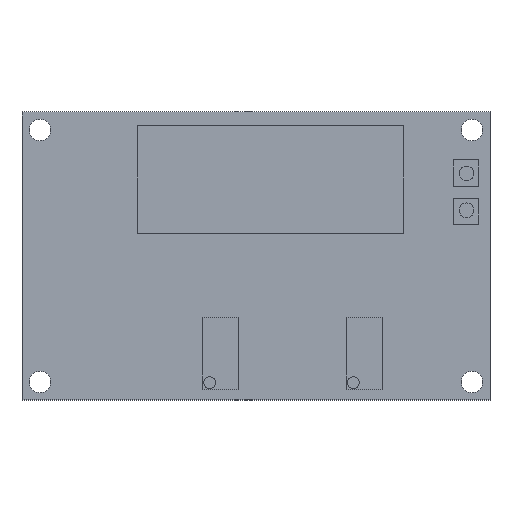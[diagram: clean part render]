
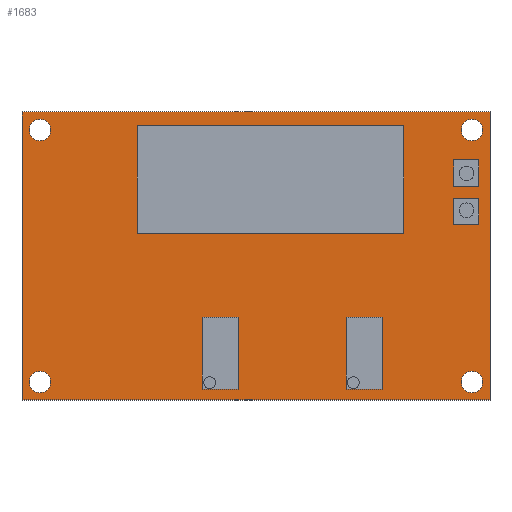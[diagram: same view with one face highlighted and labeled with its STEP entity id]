
A CAD part, top view. The second image highlights one B-rep face of the part: STEP entity #1683.
In plain terms, the highlighted planar face has unit normal (0, 0, 1).
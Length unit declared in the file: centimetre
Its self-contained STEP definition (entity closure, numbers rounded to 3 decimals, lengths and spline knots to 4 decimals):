
#30=FACE_BOUND('',#195,.T.);
#31=FACE_BOUND('',#196,.T.);
#32=FACE_BOUND('',#197,.T.);
#33=FACE_BOUND('',#198,.T.);
#34=FACE_BOUND('',#199,.T.);
#35=FACE_BOUND('',#200,.T.);
#36=FACE_BOUND('',#201,.T.);
#37=FACE_BOUND('',#202,.T.);
#38=FACE_BOUND('',#203,.T.);
#61=CIRCLE('',#1799,0.15);
#62=CIRCLE('',#1800,0.15);
#63=CIRCLE('',#1801,0.15);
#64=CIRCLE('',#1802,0.15);
#93=FACE_OUTER_BOUND('',#194,.T.);
#194=EDGE_LOOP('',(#1098,#1099,#1100,#1101));
#195=EDGE_LOOP('',(#1102));
#196=EDGE_LOOP('',(#1103));
#197=EDGE_LOOP('',(#1104));
#198=EDGE_LOOP('',(#1105));
#199=EDGE_LOOP('',(#1106,#1107,#1108,#1109));
#200=EDGE_LOOP('',(#1110,#1111,#1112,#1113));
#201=EDGE_LOOP('',(#1114,#1115,#1116,#1117));
#202=EDGE_LOOP('',(#1118,#1119,#1120,#1121));
#203=EDGE_LOOP('',(#1122,#1123,#1124,#1125));
#326=LINE('',#2399,#522);
#327=LINE('',#2401,#523);
#328=LINE('',#2403,#524);
#329=LINE('',#2404,#525);
#330=LINE('',#2415,#526);
#331=LINE('',#2417,#527);
#332=LINE('',#2419,#528);
#333=LINE('',#2420,#529);
#334=LINE('',#2423,#530);
#335=LINE('',#2425,#531);
#336=LINE('',#2427,#532);
#337=LINE('',#2428,#533);
#338=LINE('',#2431,#534);
#339=LINE('',#2433,#535);
#340=LINE('',#2435,#536);
#341=LINE('',#2436,#537);
#342=LINE('',#2439,#538);
#343=LINE('',#2441,#539);
#344=LINE('',#2443,#540);
#345=LINE('',#2444,#541);
#346=LINE('',#2447,#542);
#347=LINE('',#2449,#543);
#348=LINE('',#2451,#544);
#349=LINE('',#2452,#545);
#522=VECTOR('',#1935,4.);
#523=VECTOR('',#1936,6.5);
#524=VECTOR('',#1937,4.);
#525=VECTOR('',#1938,6.5);
#526=VECTOR('',#1947,1.5);
#527=VECTOR('',#1948,3.7);
#528=VECTOR('',#1949,1.5);
#529=VECTOR('',#1950,3.7);
#530=VECTOR('',#1951,1.);
#531=VECTOR('',#1952,0.5);
#532=VECTOR('',#1953,1.);
#533=VECTOR('',#1954,0.5);
#534=VECTOR('',#1955,0.3567);
#535=VECTOR('',#1956,0.3491);
#536=VECTOR('',#1957,0.3567);
#537=VECTOR('',#1958,0.3491);
#538=VECTOR('',#1959,0.3719);
#539=VECTOR('',#1960,0.3491);
#540=VECTOR('',#1961,0.3719);
#541=VECTOR('',#1962,0.3491);
#542=VECTOR('',#1963,1.);
#543=VECTOR('',#1964,0.5);
#544=VECTOR('',#1965,1.);
#545=VECTOR('',#1966,0.5);
#718=VERTEX_POINT('',#2397);
#719=VERTEX_POINT('',#2398);
#720=VERTEX_POINT('',#2400);
#721=VERTEX_POINT('',#2402);
#722=VERTEX_POINT('',#2405);
#723=VERTEX_POINT('',#2407);
#724=VERTEX_POINT('',#2409);
#725=VERTEX_POINT('',#2411);
#726=VERTEX_POINT('',#2413);
#727=VERTEX_POINT('',#2414);
#728=VERTEX_POINT('',#2416);
#729=VERTEX_POINT('',#2418);
#730=VERTEX_POINT('',#2421);
#731=VERTEX_POINT('',#2422);
#732=VERTEX_POINT('',#2424);
#733=VERTEX_POINT('',#2426);
#734=VERTEX_POINT('',#2429);
#735=VERTEX_POINT('',#2430);
#736=VERTEX_POINT('',#2432);
#737=VERTEX_POINT('',#2434);
#738=VERTEX_POINT('',#2437);
#739=VERTEX_POINT('',#2438);
#740=VERTEX_POINT('',#2440);
#741=VERTEX_POINT('',#2442);
#742=VERTEX_POINT('',#2445);
#743=VERTEX_POINT('',#2446);
#744=VERTEX_POINT('',#2448);
#745=VERTEX_POINT('',#2450);
#870=EDGE_CURVE('',#718,#719,#326,.T.);
#871=EDGE_CURVE('',#720,#718,#327,.T.);
#872=EDGE_CURVE('',#721,#720,#328,.T.);
#873=EDGE_CURVE('',#719,#721,#329,.T.);
#874=EDGE_CURVE('',#722,#722,#61,.T.);
#875=EDGE_CURVE('',#723,#723,#62,.T.);
#876=EDGE_CURVE('',#724,#724,#63,.T.);
#877=EDGE_CURVE('',#725,#725,#64,.T.);
#878=EDGE_CURVE('',#726,#727,#330,.T.);
#879=EDGE_CURVE('',#728,#726,#331,.T.);
#880=EDGE_CURVE('',#729,#728,#332,.T.);
#881=EDGE_CURVE('',#727,#729,#333,.T.);
#882=EDGE_CURVE('',#730,#731,#334,.T.);
#883=EDGE_CURVE('',#732,#730,#335,.T.);
#884=EDGE_CURVE('',#733,#732,#336,.T.);
#885=EDGE_CURVE('',#731,#733,#337,.T.);
#886=EDGE_CURVE('',#734,#735,#338,.T.);
#887=EDGE_CURVE('',#736,#734,#339,.T.);
#888=EDGE_CURVE('',#737,#736,#340,.T.);
#889=EDGE_CURVE('',#735,#737,#341,.T.);
#890=EDGE_CURVE('',#738,#739,#342,.T.);
#891=EDGE_CURVE('',#740,#738,#343,.T.);
#892=EDGE_CURVE('',#741,#740,#344,.T.);
#893=EDGE_CURVE('',#739,#741,#345,.T.);
#894=EDGE_CURVE('',#742,#743,#346,.T.);
#895=EDGE_CURVE('',#744,#742,#347,.T.);
#896=EDGE_CURVE('',#745,#744,#348,.T.);
#897=EDGE_CURVE('',#743,#745,#349,.T.);
#1098=ORIENTED_EDGE('',*,*,#870,.F.);
#1099=ORIENTED_EDGE('',*,*,#871,.F.);
#1100=ORIENTED_EDGE('',*,*,#872,.F.);
#1101=ORIENTED_EDGE('',*,*,#873,.F.);
#1102=ORIENTED_EDGE('',*,*,#874,.T.);
#1103=ORIENTED_EDGE('',*,*,#875,.T.);
#1104=ORIENTED_EDGE('',*,*,#876,.T.);
#1105=ORIENTED_EDGE('',*,*,#877,.T.);
#1106=ORIENTED_EDGE('',*,*,#878,.F.);
#1107=ORIENTED_EDGE('',*,*,#879,.F.);
#1108=ORIENTED_EDGE('',*,*,#880,.F.);
#1109=ORIENTED_EDGE('',*,*,#881,.F.);
#1110=ORIENTED_EDGE('',*,*,#882,.F.);
#1111=ORIENTED_EDGE('',*,*,#883,.F.);
#1112=ORIENTED_EDGE('',*,*,#884,.F.);
#1113=ORIENTED_EDGE('',*,*,#885,.F.);
#1114=ORIENTED_EDGE('',*,*,#886,.F.);
#1115=ORIENTED_EDGE('',*,*,#887,.F.);
#1116=ORIENTED_EDGE('',*,*,#888,.F.);
#1117=ORIENTED_EDGE('',*,*,#889,.F.);
#1118=ORIENTED_EDGE('',*,*,#890,.F.);
#1119=ORIENTED_EDGE('',*,*,#891,.F.);
#1120=ORIENTED_EDGE('',*,*,#892,.F.);
#1121=ORIENTED_EDGE('',*,*,#893,.F.);
#1122=ORIENTED_EDGE('',*,*,#894,.F.);
#1123=ORIENTED_EDGE('',*,*,#895,.F.);
#1124=ORIENTED_EDGE('',*,*,#896,.F.);
#1125=ORIENTED_EDGE('',*,*,#897,.F.);
#1554=PLANE('',#1798);
#1683=ADVANCED_FACE('',(#93,#30,#31,#32,#33,#34,#35,#36,#37,#38),#1554,
 .F.);
#1798=AXIS2_PLACEMENT_3D('',#2396,#1933,#1934);
#1799=AXIS2_PLACEMENT_3D('',#2406,#1939,#1940);
#1800=AXIS2_PLACEMENT_3D('',#2408,#1941,#1942);
#1801=AXIS2_PLACEMENT_3D('',#2410,#1943,#1944);
#1802=AXIS2_PLACEMENT_3D('',#2412,#1945,#1946);
#1933=DIRECTION('center_axis',(0.,0.,-1.));
#1934=DIRECTION('ref_axis',(-1.,0.,0.));
#1935=DIRECTION('',(0.,-1.,0.));
#1936=DIRECTION('',(1.,0.,0.));
#1937=DIRECTION('',(0.,1.,0.));
#1938=DIRECTION('',(-1.,0.,0.));
#1939=DIRECTION('center_axis',(0.,0.,-1.));
#1940=DIRECTION('ref_axis',(-1.,0.,0.));
#1941=DIRECTION('center_axis',(0.,0.,-1.));
#1942=DIRECTION('ref_axis',(-1.,0.,0.));
#1943=DIRECTION('center_axis',(0.,0.,-1.));
#1944=DIRECTION('ref_axis',(-1.,0.,0.));
#1945=DIRECTION('center_axis',(0.,0.,-1.));
#1946=DIRECTION('ref_axis',(-1.,0.,0.));
#1947=DIRECTION('',(0.,-1.,0.));
#1948=DIRECTION('',(-1.,0.,0.));
#1949=DIRECTION('',(0.,1.,0.));
#1950=DIRECTION('',(1.,0.,0.));
#1951=DIRECTION('',(0.,-1.,0.));
#1952=DIRECTION('',(-1.,0.,0.));
#1953=DIRECTION('',(0.,1.,0.));
#1954=DIRECTION('',(1.,0.,0.));
#1955=DIRECTION('',(0.,-1.,0.));
#1956=DIRECTION('',(-1.,0.,0.));
#1957=DIRECTION('',(0.,1.,0.));
#1958=DIRECTION('',(1.,0.,0.));
#1959=DIRECTION('',(0.,-1.,0.));
#1960=DIRECTION('',(-1.,0.,0.));
#1961=DIRECTION('',(0.,1.,0.));
#1962=DIRECTION('',(1.,0.,0.));
#1963=DIRECTION('',(0.,-1.,0.));
#1964=DIRECTION('',(-1.,0.,0.));
#1965=DIRECTION('',(0.,1.,0.));
#1966=DIRECTION('',(1.,0.,0.));
#2396=CARTESIAN_POINT('Origin',(-1.5295,-0.1713,0.));
#2397=CARTESIAN_POINT('',(3.25,2.,0.));
#2398=CARTESIAN_POINT('',(3.25,-2.,0.));
#2399=CARTESIAN_POINT('',(3.25,2.,0.));
#2400=CARTESIAN_POINT('',(-3.25,2.,0.));
#2401=CARTESIAN_POINT('',(-3.25,2.,0.));
#2402=CARTESIAN_POINT('',(-3.25,-2.,0.));
#2403=CARTESIAN_POINT('',(-3.25,-2.,0.));
#2404=CARTESIAN_POINT('',(3.25,-2.,0.));
#2405=CARTESIAN_POINT('',(3.15,1.75,0.));
#2406=CARTESIAN_POINT('Origin',(3.,1.75,0.));
#2407=CARTESIAN_POINT('',(-2.85,-1.75,0.));
#2408=CARTESIAN_POINT('Origin',(-3.,-1.75,0.));
#2409=CARTESIAN_POINT('',(3.15,-1.75,0.));
#2410=CARTESIAN_POINT('Origin',(3.,-1.75,0.));
#2411=CARTESIAN_POINT('',(-2.85,1.75,0.));
#2412=CARTESIAN_POINT('Origin',(-3.,1.75,0.));
#2413=CARTESIAN_POINT('',(-1.65,1.8112,0.));
#2414=CARTESIAN_POINT('',(-1.65,0.3112,0.));
#2415=CARTESIAN_POINT('',(-1.65,1.8112,0.));
#2416=CARTESIAN_POINT('',(2.05,1.8112,0.));
#2417=CARTESIAN_POINT('',(2.05,1.8112,0.));
#2418=CARTESIAN_POINT('',(2.05,0.3112,0.));
#2419=CARTESIAN_POINT('',(2.05,0.3112,0.));
#2420=CARTESIAN_POINT('',(-1.65,0.3112,0.));
#2421=CARTESIAN_POINT('',(1.25,-0.8518,0.));
#2422=CARTESIAN_POINT('',(1.25,-1.8518,0.));
#2423=CARTESIAN_POINT('',(1.25,-0.8518,0.));
#2424=CARTESIAN_POINT('',(1.75,-0.8518,0.));
#2425=CARTESIAN_POINT('',(1.75,-0.8518,0.));
#2426=CARTESIAN_POINT('',(1.75,-1.8518,0.));
#2427=CARTESIAN_POINT('',(1.75,-1.8518,0.));
#2428=CARTESIAN_POINT('',(1.25,-1.8518,0.));
#2429=CARTESIAN_POINT('',(2.7473,0.7969,0.));
#2430=CARTESIAN_POINT('',(2.7473,0.4402,0.));
#2431=CARTESIAN_POINT('',(2.7473,0.7969,0.));
#2432=CARTESIAN_POINT('',(3.0964,0.7969,0.));
#2433=CARTESIAN_POINT('',(3.0964,0.7969,0.));
#2434=CARTESIAN_POINT('',(3.0964,0.4402,0.));
#2435=CARTESIAN_POINT('',(3.0964,0.4402,0.));
#2436=CARTESIAN_POINT('',(2.7473,0.4402,0.));
#2437=CARTESIAN_POINT('',(2.7473,1.3357,0.));
#2438=CARTESIAN_POINT('',(2.7473,0.9638,0.));
#2439=CARTESIAN_POINT('',(2.7473,1.3357,0.));
#2440=CARTESIAN_POINT('',(3.0964,1.3357,0.));
#2441=CARTESIAN_POINT('',(3.0964,1.3357,0.));
#2442=CARTESIAN_POINT('',(3.0964,0.9638,0.));
#2443=CARTESIAN_POINT('',(3.0964,0.9638,0.));
#2444=CARTESIAN_POINT('',(2.7473,0.9638,0.));
#2445=CARTESIAN_POINT('',(-0.75,-0.8518,0.));
#2446=CARTESIAN_POINT('',(-0.75,-1.8518,0.));
#2447=CARTESIAN_POINT('',(-0.75,-0.8518,0.));
#2448=CARTESIAN_POINT('',(-0.25,-0.8518,0.));
#2449=CARTESIAN_POINT('',(-0.25,-0.8518,0.));
#2450=CARTESIAN_POINT('',(-0.25,-1.8518,0.));
#2451=CARTESIAN_POINT('',(-0.25,-1.8518,0.));
#2452=CARTESIAN_POINT('',(-0.75,-1.8518,0.));
